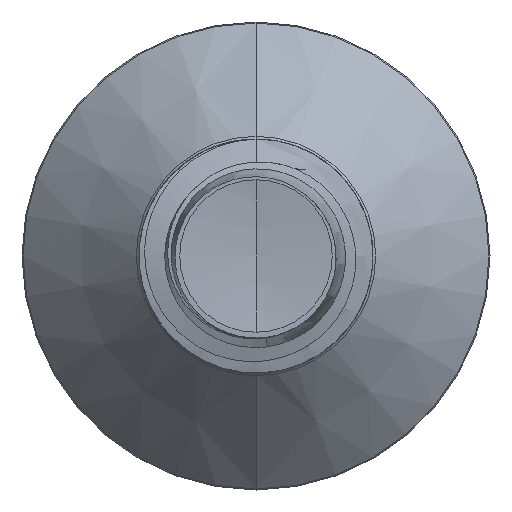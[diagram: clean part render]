
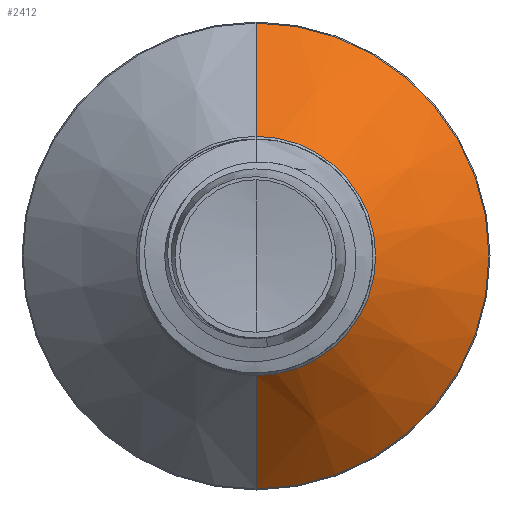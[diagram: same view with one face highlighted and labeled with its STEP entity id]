
A CAD part, front view. The second image highlights one B-rep face of the part: STEP entity #2412.
In plain terms, the highlighted conical face has half-angle 45 degrees and reference radius 2.302 mm.
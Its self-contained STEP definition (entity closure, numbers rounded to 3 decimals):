
#105 = CONICAL_SURFACE ( 'NONE', #16404, 2.302, 0.785 ) ;
#762 = CARTESIAN_POINT ( 'NONE',  ( 0., 16.78, 4.48 ) ) ;
#980 = FACE_OUTER_BOUND ( 'NONE', #3182, .T. ) ;
#1044 = VERTEX_POINT ( 'NONE', #14392 ) ;
#1983 = ORIENTED_EDGE ( 'NONE', *, *, #32713, .F. ) ;
#2282 = VERTEX_POINT ( 'NONE', #10297 ) ;
#2412 = ADVANCED_FACE ( 'NONE', ( #980 ), #105, .T. ) ;
#2947 = EDGE_CURVE ( 'NONE', #3578, #2282, #34207, .T. ) ;
#3182 = EDGE_LOOP ( 'NONE', ( #21483, #31160, #3895, #1983 ) ) ;
#3578 = VERTEX_POINT ( 'NONE', #762 ) ;
#3895 = ORIENTED_EDGE ( 'NONE', *, *, #2947, .F. ) ;
#5826 = DIRECTION ( 'NONE',  ( 0., 1., 0. ) ) ;
#7732 = DIRECTION ( 'NONE',  ( 0., 0., 1. ) ) ;
#7865 = CARTESIAN_POINT ( 'NONE',  ( 0., 14.602, -2.302 ) ) ;
#8799 = AXIS2_PLACEMENT_3D ( 'NONE', #9696, #28466, #12398 ) ;
#9612 = EDGE_CURVE ( 'NONE', #16877, #1044, #27508, .T. ) ;
#9696 = CARTESIAN_POINT ( 'NONE',  ( 0., 14.602, 0. ) ) ;
#10297 = CARTESIAN_POINT ( 'NONE',  ( 0., 16.78, -4.48 ) ) ;
#11842 = LINE ( 'NONE', #30883, #26163 ) ;
#12398 = DIRECTION ( 'NONE',  ( 0., 0., 1. ) ) ;
#13131 = LINE ( 'NONE', #7865, #19480 ) ;
#14392 = CARTESIAN_POINT ( 'NONE',  ( 0., 14.602, -2.302 ) ) ;
#16404 = AXIS2_PLACEMENT_3D ( 'NONE', #23829, #29057, #7732 ) ;
#16877 = VERTEX_POINT ( 'NONE', #32241 ) ;
#19480 = VECTOR ( 'NONE', #26631, 1000. ) ;
#21483 = ORIENTED_EDGE ( 'NONE', *, *, #9612, .T. ) ;
#21838 = AXIS2_PLACEMENT_3D ( 'NONE', #21932, #5826, #24621 ) ;
#21932 = CARTESIAN_POINT ( 'NONE',  ( 0., 16.78, 0. ) ) ;
#23829 = CARTESIAN_POINT ( 'NONE',  ( 0., 14.602, 0. ) ) ;
#24621 = DIRECTION ( 'NONE',  ( 0., 0., 1. ) ) ;
#26163 = VECTOR ( 'NONE', #34021, 1000. ) ;
#26631 = DIRECTION ( 'NONE',  ( 0., 0.707, -0.707 ) ) ;
#27508 = CIRCLE ( 'NONE', #8799, 2.302 ) ;
#28466 = DIRECTION ( 'NONE',  ( 0., 1., 0. ) ) ;
#28530 = EDGE_CURVE ( 'NONE', #1044, #2282, #13131, .T. ) ;
#29057 = DIRECTION ( 'NONE',  ( 0., 1., 0. ) ) ;
#30883 = CARTESIAN_POINT ( 'NONE',  ( 0., 14.602, 2.302 ) ) ;
#31160 = ORIENTED_EDGE ( 'NONE', *, *, #28530, .T. ) ;
#32241 = CARTESIAN_POINT ( 'NONE',  ( 0., 14.602, 2.302 ) ) ;
#32713 = EDGE_CURVE ( 'NONE', #16877, #3578, #11842, .T. ) ;
#34021 = DIRECTION ( 'NONE',  ( 0., 0.707, 0.707 ) ) ;
#34207 = CIRCLE ( 'NONE', #21838, 4.48 ) ;
